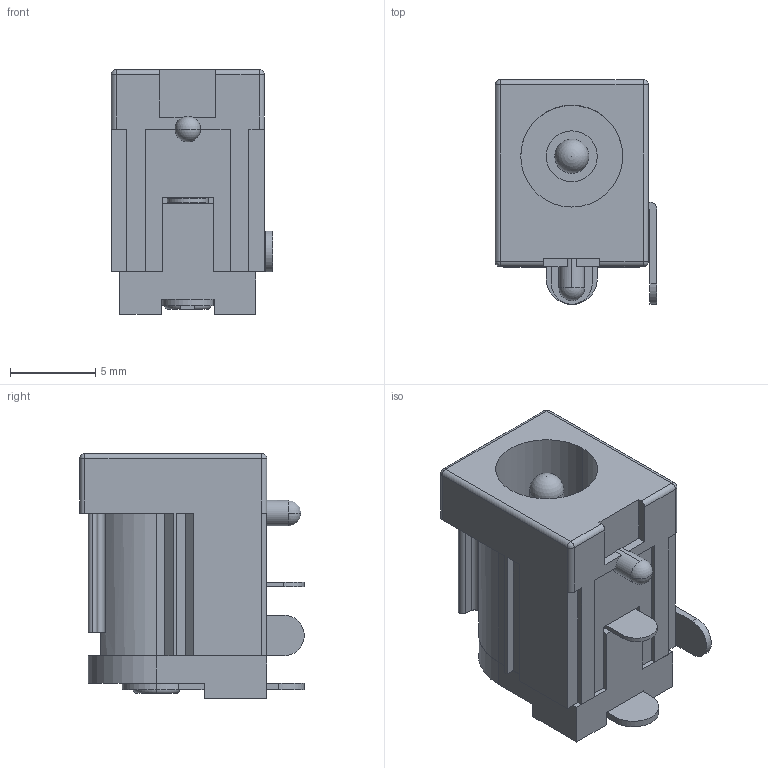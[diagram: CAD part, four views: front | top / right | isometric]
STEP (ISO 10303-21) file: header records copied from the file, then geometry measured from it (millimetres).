
FILE_DESCRIPTION (( 'STEP AP203' ), '1' );
FILE_NAME ('CUI_DEVICES_PJ-050AH.step', '2019-10-20T23:27:37', ( '' ), ( '' ), 'SwSTEP 2.0', 'SolidWorks 2019', '' );
FILE_SCHEMA (( 'CONFIG_CONTROL_DESIGN' ));
Length unit declared in the file: inch
Products named in the file (1): CUI_DEVICES_PJ-050AH
Bounding box: 9.5 x 13.2 x 14.4 mm (x, y, z)
Volume: 944 mm3; surface area: 1318.8 mm2
Topology: 5 solids, 5 shells, 141 faces, 372 edges, 238 vertices
Faces by surface type: plane 91, cylinder 39, sphere 7, torus 4
Entity records: 4359 total; most frequent: DIRECTION 746, CARTESIAN_POINT 743, ORIENTED_EDGE 728, EDGE_CURVE 364, LINE 266, VECTOR 266, AXIS2_PLACEMENT_3D 240, VERTEX_POINT 237
